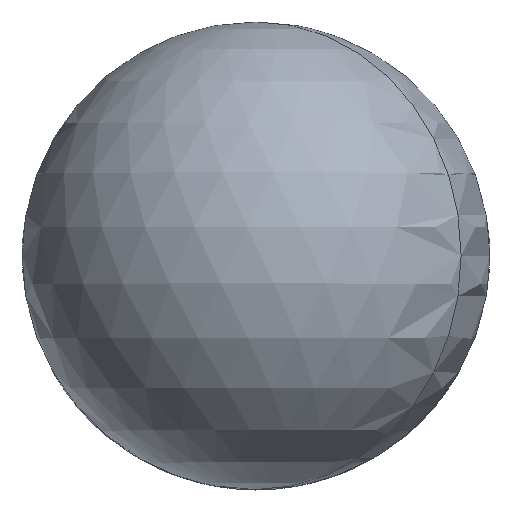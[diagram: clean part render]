
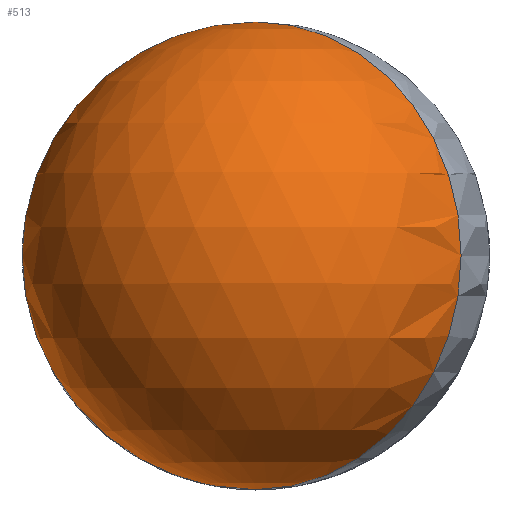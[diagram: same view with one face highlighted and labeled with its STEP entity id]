
A CAD part, top view. The second image highlights one B-rep face of the part: STEP entity #513.
In plain terms, the highlighted spherical face has radius 11 mm.
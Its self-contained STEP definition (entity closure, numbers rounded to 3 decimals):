
#403=CARTESIAN_POINT('Vertex',(-11.,0.,16.)) ;
#406=CARTESIAN_POINT('Axis2P3D Location',(0.,0.,16.)) ;
#410=CARTESIAN_POINT('Vertex',(-0.002,11.,16.)) ;
#414=CARTESIAN_POINT('Control Point',(-0.002,11.,16.)) ;
#415=CARTESIAN_POINT('Control Point',(-0.002,11.,16.)) ;
#416=CARTESIAN_POINT('Control Point',(-0.002,11.,16.)) ;
#417=CARTESIAN_POINT('Control Point',(-0.001,11.,16.)) ;
#418=CARTESIAN_POINT('Control Point',(0.,11.,16.)) ;
#419=CARTESIAN_POINT('Control Point',(0.,11.,16.)) ;
#420=CARTESIAN_POINT('Vertex',(0.,11.,16.)) ;
#424=CARTESIAN_POINT('Control Point',(0.002,11.,16.)) ;
#425=CARTESIAN_POINT('Control Point',(0.002,11.,16.)) ;
#426=CARTESIAN_POINT('Control Point',(0.002,11.,16.)) ;
#427=CARTESIAN_POINT('Control Point',(0.001,11.,16.)) ;
#428=CARTESIAN_POINT('Control Point',(0.,11.,16.)) ;
#429=CARTESIAN_POINT('Control Point',(0.,11.,16.)) ;
#430=CARTESIAN_POINT('Vertex',(0.002,11.,16.)) ;
#489=CARTESIAN_POINT('Axis2P3D Location',(0.,0.,16.)) ;
#494=CARTESIAN_POINT('Axis2P3D Location',(0.,0.,16.)) ;
#498=CARTESIAN_POINT('Vertex',(0.,-11.,16.)) ;
#501=CARTESIAN_POINT('Axis2P3D Location',(0.,0.,16.)) ;
#407=DIRECTION('Axis2P3D Direction',(0.,0.,1.)) ;
#490=DIRECTION('Axis2P3D Direction',(0.,-1.,0.)) ;
#491=DIRECTION('Axis2P3D XDirection',(0.878,0.,0.479)) ;
#495=DIRECTION('Axis2P3D Direction',(0.479,0.,-0.878)) ;
#502=DIRECTION('Axis2P3D Direction',(0.,0.,1.)) ;
#408=AXIS2_PLACEMENT_3D('Circle Axis2P3D',#406,#407,$) ;
#492=AXIS2_PLACEMENT_3D('Sphere Axis2P3D',#489,#490,#491) ;
#496=AXIS2_PLACEMENT_3D('Circle Axis2P3D',#494,#495,$) ;
#503=AXIS2_PLACEMENT_3D('Circle Axis2P3D',#501,#502,$) ;
#507=ORIENTED_EDGE('',*,*,#500,.F.) ;
#508=ORIENTED_EDGE('',*,*,#432,.T.) ;
#509=ORIENTED_EDGE('',*,*,#422,.T.) ;
#510=ORIENTED_EDGE('',*,*,#412,.T.) ;
#511=ORIENTED_EDGE('',*,*,#505,.T.) ;
#513=ADVANCED_FACE('PartBody',(#512),#493,.T.) ;
#413=B_SPLINE_CURVE_WITH_KNOTS('',5,(#414,#415,#416,#417,#418,#419),.UNSPECIFIED.,.F.,.U.,(6,6),(0.002,0.005),.UNSPECIFIED.) ;
#423=B_SPLINE_CURVE_WITH_KNOTS('',5,(#424,#425,#426,#427,#428,#429),.UNSPECIFIED.,.F.,.U.,(6,6),(0.002,0.005),.UNSPECIFIED.) ;
#409=CIRCLE('generated circle',#408,11.) ;
#497=CIRCLE('generated circle',#496,11.) ;
#504=CIRCLE('generated circle',#503,11.) ;
#412=EDGE_CURVE('',#411,#404,#409,.T.) ;
#422=EDGE_CURVE('',#421,#411,#413,.F.) ;
#432=EDGE_CURVE('',#431,#421,#423,.T.) ;
#500=EDGE_CURVE('',#431,#499,#497,.T.) ;
#505=EDGE_CURVE('',#404,#499,#504,.T.) ;
#506=EDGE_LOOP('',(#507,#508,#509,#510,#511)) ;
#512=FACE_OUTER_BOUND('',#506,.T.) ;
#493=SPHERICAL_SURFACE('',#492,11.) ;
#404=VERTEX_POINT('',#403) ;
#411=VERTEX_POINT('',#410) ;
#421=VERTEX_POINT('',#420) ;
#431=VERTEX_POINT('',#430) ;
#499=VERTEX_POINT('',#498) ;
